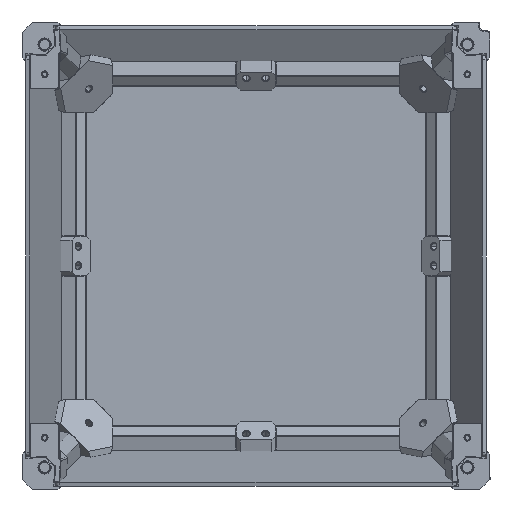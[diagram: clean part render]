
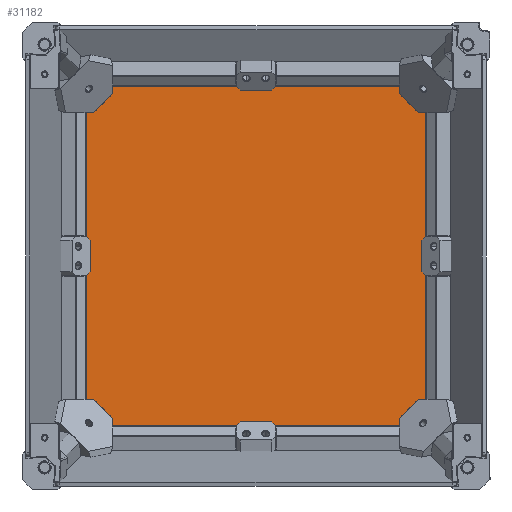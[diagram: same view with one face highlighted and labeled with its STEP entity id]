
A CAD part, front view. The second image highlights one B-rep face of the part: STEP entity #31182.
In plain terms, the highlighted planar face has unit normal (0, -1, 0).
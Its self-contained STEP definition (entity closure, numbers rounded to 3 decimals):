
#611 = CARTESIAN_POINT ( 'NONE',  ( -84.25, 0., 84.25 ) ) ;
#942 = VECTOR ( 'NONE', #30423, 1000. ) ;
#1042 = VECTOR ( 'NONE', #15739, 1000. ) ;
#1221 = DIRECTION ( 'NONE',  ( 0., 0., -1. ) ) ;
#1627 = AXIS2_PLACEMENT_3D ( 'NONE', #30954, #16073, #1221 ) ;
#1645 = AXIS2_PLACEMENT_3D ( 'NONE', #3483, #20805, #5964 ) ;
#3105 = DIRECTION ( 'NONE',  ( 0., 0., 1. ) ) ;
#3483 = CARTESIAN_POINT ( 'NONE',  ( 84.25, 0., 84.25 ) ) ;
#4415 = VECTOR ( 'NONE', #28776, 1000. ) ;
#5964 = DIRECTION ( 'NONE',  ( 0., 0., 1. ) ) ;
#6807 = DIRECTION ( 'NONE',  ( 0., 1., 0. ) ) ;
#7479 = ORIENTED_EDGE ( 'NONE', *, *, #11792, .F. ) ;
#7811 = ORIENTED_EDGE ( 'NONE', *, *, #8369, .F. ) ;
#8369 = EDGE_CURVE ( 'NONE', #28556, #21887, #9976, .T. ) ;
#8409 = ORIENTED_EDGE ( 'NONE', *, *, #20906, .F. ) ;
#9368 = EDGE_CURVE ( 'NONE', #18269, #25615, #15386, .T. ) ;
#9812 = CARTESIAN_POINT ( 'NONE',  ( -84.25, 0., -86.25 ) ) ;
#9976 = CIRCLE ( 'NONE', #1627, 2. ) ;
#10761 = LINE ( 'NONE', #13131, #15796 ) ;
#10916 = CIRCLE ( 'NONE', #11758, 2. ) ;
#11603 = VERTEX_POINT ( 'NONE', #9812 ) ;
#11758 = AXIS2_PLACEMENT_3D ( 'NONE', #21642, #6807, #24147 ) ;
#11792 = EDGE_CURVE ( 'NONE', #20994, #28556, #20705, .T. ) ;
#12004 = EDGE_CURVE ( 'NONE', #21887, #11603, #16824, .T. ) ;
#12097 = CARTESIAN_POINT ( 'NONE',  ( 84.25, 0., 86.25 ) ) ;
#13131 = CARTESIAN_POINT ( 'NONE',  ( -86.25, 0., -84.25 ) ) ;
#13239 = CARTESIAN_POINT ( 'NONE',  ( -84.25, 0., 86.25 ) ) ;
#13503 = CARTESIAN_POINT ( 'NONE',  ( 84.25, 0., -86.25 ) ) ;
#13934 = CARTESIAN_POINT ( 'NONE',  ( -84.25, 0., -86.25 ) ) ;
#13950 = CARTESIAN_POINT ( 'NONE',  ( -84.25, 0., 84.25 ) ) ;
#14341 = EDGE_CURVE ( 'NONE', #11603, #16033, #10916, .T. ) ;
#15386 = CIRCLE ( 'NONE', #29710, 2. ) ;
#15571 = CARTESIAN_POINT ( 'NONE',  ( 86.25, 0., -84.25 ) ) ;
#15619 = FACE_OUTER_BOUND ( 'NONE', #30065, .T. ) ;
#15739 = DIRECTION ( 'NONE',  ( 1., 0., 0. ) ) ;
#15796 = VECTOR ( 'NONE', #30486, 1000. ) ;
#16033 = VERTEX_POINT ( 'NONE', #29164 ) ;
#16073 = DIRECTION ( 'NONE',  ( 0., 1., 0. ) ) ;
#16420 = DIRECTION ( 'NONE',  ( 0., 0., 1. ) ) ;
#16824 = LINE ( 'NONE', #13934, #4415 ) ;
#17272 = EDGE_CURVE ( 'NONE', #21606, #20994, #20163, .T. ) ;
#17918 = DIRECTION ( 'NONE',  ( 0., 1., 0. ) ) ;
#18269 = VERTEX_POINT ( 'NONE', #27605 ) ;
#18801 = CARTESIAN_POINT ( 'NONE',  ( 86.25, 0., -84.25 ) ) ;
#20163 = CIRCLE ( 'NONE', #1645, 2. ) ;
#20705 = LINE ( 'NONE', #15571, #942 ) ;
#20804 = LINE ( 'NONE', #13239, #1042 ) ;
#20805 = DIRECTION ( 'NONE',  ( 0., 1., 0. ) ) ;
#20856 = EDGE_CURVE ( 'NONE', #16033, #18269, #10761, .T. ) ;
#20906 = EDGE_CURVE ( 'NONE', #25615, #21606, #20804, .T. ) ;
#20994 = VERTEX_POINT ( 'NONE', #23602 ) ;
#21606 = VERTEX_POINT ( 'NONE', #12097 ) ;
#21642 = CARTESIAN_POINT ( 'NONE',  ( -84.25, 0., -84.25 ) ) ;
#21887 = VERTEX_POINT ( 'NONE', #13503 ) ;
#22648 = AXIS2_PLACEMENT_3D ( 'NONE', #13950, #31286, #16420 ) ;
#23602 = CARTESIAN_POINT ( 'NONE',  ( 86.25, 0., 84.25 ) ) ;
#23757 = ORIENTED_EDGE ( 'NONE', *, *, #17272, .F. ) ;
#24147 = DIRECTION ( 'NONE',  ( 0., 0., 1. ) ) ;
#25080 = CARTESIAN_POINT ( 'NONE',  ( -84.25, 0., 86.25 ) ) ;
#25615 = VERTEX_POINT ( 'NONE', #25080 ) ;
#25802 = ORIENTED_EDGE ( 'NONE', *, *, #20856, .F. ) ;
#27590 = ORIENTED_EDGE ( 'NONE', *, *, #14341, .F. ) ;
#27605 = CARTESIAN_POINT ( 'NONE',  ( -86.25, 0., 84.25 ) ) ;
#28556 = VERTEX_POINT ( 'NONE', #18801 ) ;
#28776 = DIRECTION ( 'NONE',  ( -1., 0., 0. ) ) ;
#28786 = PLANE ( 'NONE',  #22648 ) ;
#29164 = CARTESIAN_POINT ( 'NONE',  ( -86.25, 0., -84.25 ) ) ;
#29357 = ORIENTED_EDGE ( 'NONE', *, *, #12004, .F. ) ;
#29710 = AXIS2_PLACEMENT_3D ( 'NONE', #611, #17918, #3105 ) ;
#30065 = EDGE_LOOP ( 'NONE', ( #31238, #25802, #27590, #29357, #7811, #7479, #23757, #8409 ) ) ;
#30423 = DIRECTION ( 'NONE',  ( 0., 0., -1. ) ) ;
#30486 = DIRECTION ( 'NONE',  ( 0., 0., 1. ) ) ;
#30954 = CARTESIAN_POINT ( 'NONE',  ( 84.25, 0., -84.25 ) ) ;
#31182 = ADVANCED_FACE ( 'NONE', ( #15619 ), #28786, .F. ) ;
#31238 = ORIENTED_EDGE ( 'NONE', *, *, #9368, .F. ) ;
#31286 = DIRECTION ( 'NONE',  ( 0., 1., 0. ) ) ;
